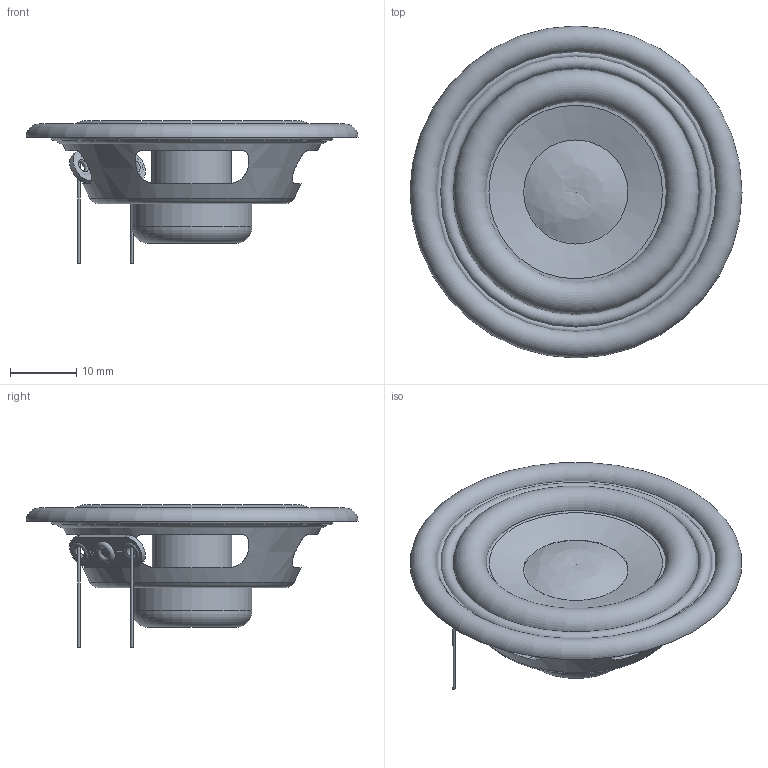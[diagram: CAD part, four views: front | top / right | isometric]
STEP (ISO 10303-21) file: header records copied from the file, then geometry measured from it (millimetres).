
FILE_DESCRIPTION(/* description */ (''),/* implementation_level */ '2;1');
FILE_NAME(/* name */ 'Dynamic v0.step',/* time_stamp */ '2021-05-19T13:59:36+03:00',/* author */ (''),/* organization */ (''),/* preprocessor_version */ 'ST-DEVELOPER v18.1',/* originating_system */ 'Autodesk Translation Framework v10.6.0.1341',/* authorisation */ '');
FILE_SCHEMA (('AUTOMOTIVE_DESIGN { 1 0 10303 214 3 1 1 }'));
Length unit declared in the file: millimetre
Products named in the file (1): Dynamic
Bounding box: 50 x 50 x 21.5 mm (x, y, z)
Volume: 5627.5 mm3; surface area: 10567.3 mm2
Topology: 17 solids, 17 shells, 103 faces, 230 edges, 151 vertices
Faces by surface type: plane 60, cylinder 26, torus 11, cone 4, bspline 1, sphere 1
Full cylindrical faces by diameter (mm): 0.4 x2, 1.5 x1, 2 x2, 12 x1, 18 x1, 28.8 x1
Entity records: 3272 total; most frequent: CARTESIAN_POINT 901, DIRECTION 464, ORIENTED_EDGE 456, EDGE_CURVE 228, AXIS2_PLACEMENT_3D 181, VERTEX_POINT 151, EDGE_LOOP 121, FACE_OUTER_BOUND 103
